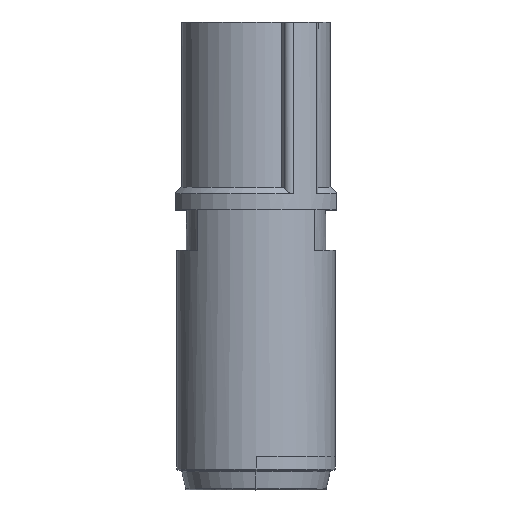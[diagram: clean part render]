
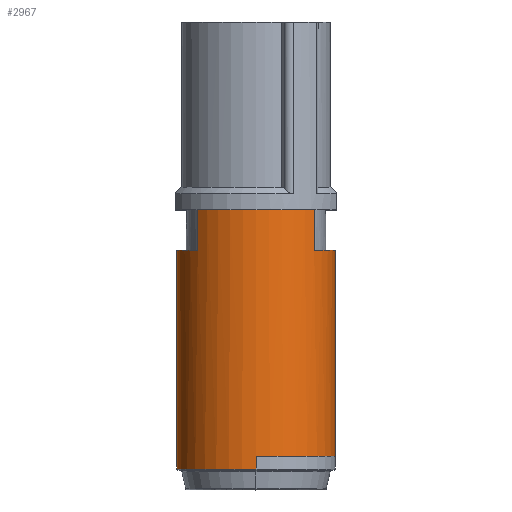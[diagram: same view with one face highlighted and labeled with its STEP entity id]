
A CAD part, top view. The second image highlights one B-rep face of the part: STEP entity #2967.
In plain terms, the highlighted cylindrical face has radius 12.25 mm (diameter 24.5 mm), a partial arc.
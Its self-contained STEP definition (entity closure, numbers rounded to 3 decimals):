
#85=CARTESIAN_POINT('',(0.,43.2,0.));
#86=DIRECTION('',(0.,-1.,0.));
#87=DIRECTION('',(0.735,0.,0.678));
#88=AXIS2_PLACEMENT_3D('',#85,#86,#87);
#307=CARTESIAN_POINT('',(0.,5.2,
0.));
#308=DIRECTION('',(0.,-1.,0.));
#309=DIRECTION('',(1.,0.,0.));
#310=AXIS2_PLACEMENT_3D('',#307,#308,#309);
#312=DIRECTION('',(0.,1.,0.));
#313=VECTOR('',#312,6.2);
#314=CARTESIAN_POINT('',(-9.001,37.,8.31));
#315=LINE('',#314,#313);
#316=DIRECTION('',(0.,-1.,0.));
#317=VECTOR('',#316,6.2);
#318=CARTESIAN_POINT('',(9.001,43.2,8.31));
#319=LINE('',#318,#317);
#320=DIRECTION('',(0.,-1.,0.));
#321=VECTOR('',#320,31.8);
#322=CARTESIAN_POINT('',(12.25,37.,0.));
#323=LINE('',#322,#321);
#324=CARTESIAN_POINT('',(0.,5.2,
0.));
#325=DIRECTION('',(0.,-1.,0.));
#326=DIRECTION('',(-1.,0.,0.));
#327=AXIS2_PLACEMENT_3D('',#324,#325,#326);
#329=DIRECTION('',(0.,-1.,0.));
#330=VECTOR('',#329,2.);
#331=CARTESIAN_POINT('',(0.,5.2,-12.25));
#332=LINE('',#331,#330);
#333=DIRECTION('',(0.,-1.,0.));
#334=VECTOR('',#333,2.);
#335=CARTESIAN_POINT('',(0.,5.2,12.25));
#336=LINE('',#335,#334);
#345=DIRECTION('',(0.,-1.,0.));
#346=VECTOR('',#345,31.8);
#347=CARTESIAN_POINT('',(-12.25,37.,0.));
#348=LINE('',#347,#346);
#364=CARTESIAN_POINT('',(0.,3.2,
0.));
#365=DIRECTION('',(0.,-1.,0.));
#366=DIRECTION('',(0.,0.,1.));
#367=AXIS2_PLACEMENT_3D('',#364,#365,#366);
#1334=CARTESIAN_POINT('',(0.,37.,
0.));
#1335=DIRECTION('',(0.,-1.,0.));
#1336=DIRECTION('',(-0.735,0.,0.678));
#1337=AXIS2_PLACEMENT_3D('',#1334,#1335,#1336);
#1349=CARTESIAN_POINT('',(0.,37.,
0.));
#1350=DIRECTION('',(0.,-1.,0.));
#1351=DIRECTION('',(1.,0.,0.));
#1352=AXIS2_PLACEMENT_3D('',#1349,#1350,#1351);
#2149=CARTESIAN_POINT('',(9.001,43.2,8.31));
#2150=VERTEX_POINT('',#2149);
#2151=CARTESIAN_POINT('',(-9.001,43.2,8.31));
#2152=VERTEX_POINT('',#2151);
#2403=CARTESIAN_POINT('',(-9.001,37.,8.31));
#2405=VERTEX_POINT('',#2403);
#2410=CARTESIAN_POINT('',(9.001,37.,8.31));
#2412=VERTEX_POINT('',#2410);
#2418=CARTESIAN_POINT('',(12.25,37.,0.));
#2419=VERTEX_POINT('',#2418);
#2420=CARTESIAN_POINT('',(-12.25,37.,
0.));
#2421=VERTEX_POINT('',#2420);
#2426=CARTESIAN_POINT('',(0.,3.2,
12.25));
#2428=VERTEX_POINT('',#2426);
#2438=CARTESIAN_POINT('',(0.,3.2,
-12.25));
#2440=VERTEX_POINT('',#2438);
#2482=CARTESIAN_POINT('',(-12.25,5.2,
0.));
#2483=CARTESIAN_POINT('',(0.,5.2,
-12.25));
#2484=VERTEX_POINT('',#2482);
#2485=VERTEX_POINT('',#2483);
#2486=CARTESIAN_POINT('',(12.25,5.2,
0.));
#2487=CARTESIAN_POINT('',(0.,5.2,12.25));
#2488=VERTEX_POINT('',#2486);
#2489=VERTEX_POINT('',#2487);
#2938=CARTESIAN_POINT('',(0.,34.2,
0.));
#2939=DIRECTION('',(0.,-1.,0.));
#2940=DIRECTION('',(0.94,0.,-0.342));
#2941=AXIS2_PLACEMENT_3D('',#2938,#2939,#2940);
#2942=CYLINDRICAL_SURFACE('',#2941,12.25);
#2944=ORIENTED_EDGE('',*,*,#2943,.T.);
#2946=ORIENTED_EDGE('',*,*,#2945,.T.);
#2948=ORIENTED_EDGE('',*,*,#2947,.T.);
#2950=ORIENTED_EDGE('',*,*,#2949,.F.);
#2952=ORIENTED_EDGE('',*,*,#2951,.F.);
#2954=ORIENTED_EDGE('',*,*,#2953,.F.);
#2956=ORIENTED_EDGE('',*,*,#2955,.F.);
#2957=ORIENTED_EDGE('',*,*,#2930,.T.);
#2958=ORIENTED_EDGE('',*,*,#2643,.F.);
#2960=ORIENTED_EDGE('',*,*,#2959,.T.);
#2962=ORIENTED_EDGE('',*,*,#2961,.F.);
#2964=ORIENTED_EDGE('',*,*,#2963,.T.);
#2965=EDGE_LOOP('',(#2944,#2946,#2948,#2950,#2952,#2954,#2956,#2957,#2958,#2960,
#2962,#2964));
#2966=FACE_OUTER_BOUND('',#2965,.F.);
#2967=ADVANCED_FACE('',(#2966),#2942,.T.);
#89=CIRCLE('',#88,12.25);
#311=CIRCLE('',#310,12.25);
#328=CIRCLE('',#327,12.25);
#368=CIRCLE('',#367,12.25);
#1338=CIRCLE('',#1337,12.25);
#1353=CIRCLE('',#1352,12.25);
#2643=EDGE_CURVE('',#2150,#2152,#89,.T.);
#2930=EDGE_CURVE('',#2405,#2152,#315,.T.);
#2943=EDGE_CURVE('',#2488,#2489,#311,.T.);
#2945=EDGE_CURVE('',#2489,#2428,#336,.T.);
#2947=EDGE_CURVE('',#2428,#2440,#368,.T.);
#2949=EDGE_CURVE('',#2485,#2440,#332,.T.);
#2951=EDGE_CURVE('',#2484,#2485,#328,.T.);
#2953=EDGE_CURVE('',#2421,#2484,#348,.T.);
#2955=EDGE_CURVE('',#2405,#2421,#1338,.T.);
#2959=EDGE_CURVE('',#2150,#2412,#319,.T.);
#2961=EDGE_CURVE('',#2419,#2412,#1353,.T.);
#2963=EDGE_CURVE('',#2419,#2488,#323,.T.);
